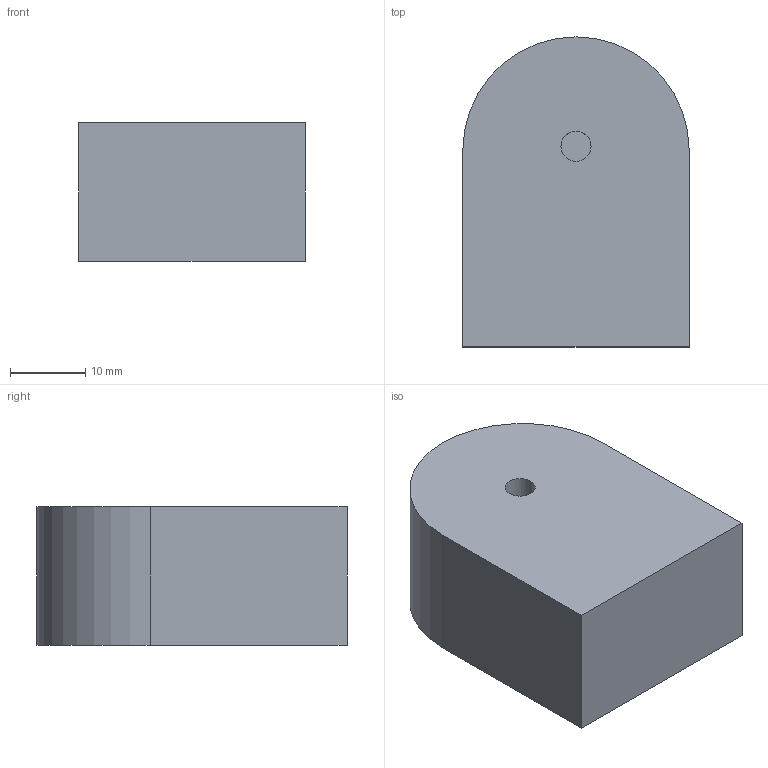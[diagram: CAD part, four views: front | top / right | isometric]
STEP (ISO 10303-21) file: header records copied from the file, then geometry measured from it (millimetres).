
FILE_DESCRIPTION (( 'STEP AP203' ), '1' );
FILE_NAME ('Codeur poignet_Défaut_sldprt.STEP', '2017-12-12T20:31:56', ( '' ), ( '' ), 'SwSTEP 2.0', 'SolidWorks 2016', '' );
FILE_SCHEMA (( 'CONFIG_CONTROL_DESIGN' ));
Length unit declared in the file: millimetre
Products named in the file (1): Codeur poignet_Défaut_sldprt
Bounding box: 30 x 41.1 x 18.3 mm (x, y, z)
Volume: 20717.5 mm3; surface area: 4718.7 mm2
Topology: 1 solids, 1 shells, 9 faces, 18 edges, 12 vertices
Faces by surface type: plane 6, cylinder 3
Entity records: 315 total; most frequent: DIRECTION 44, CARTESIAN_POINT 40, ORIENTED_EDGE 36, EDGE_CURVE 18, AXIS2_PLACEMENT_3D 16, LINE 12, VECTOR 12, VERTEX_POINT 12
